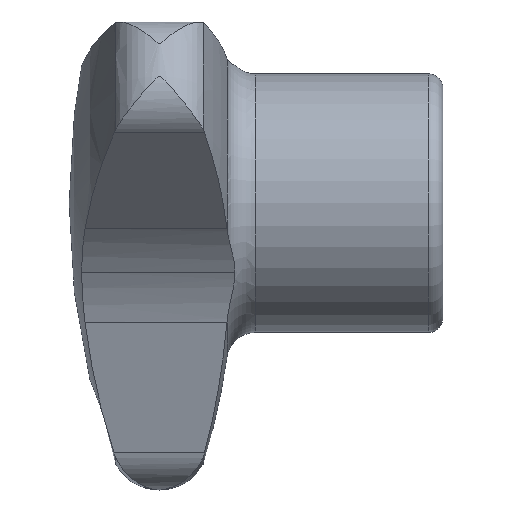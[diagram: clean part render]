
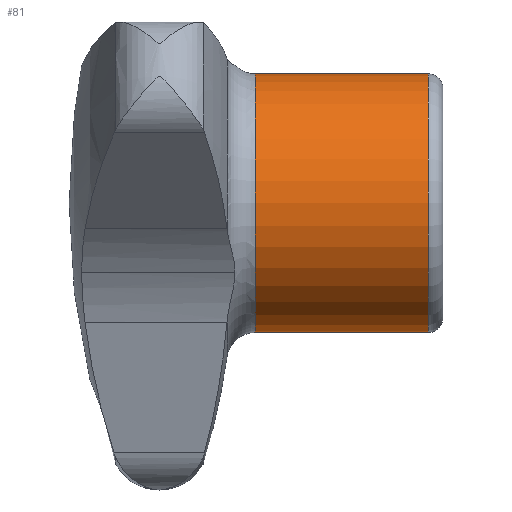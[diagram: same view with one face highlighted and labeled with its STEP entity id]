
A CAD part, left-side view. The second image highlights one B-rep face of the part: STEP entity #81.
In plain terms, the highlighted cylindrical face has radius 9 mm (diameter 18 mm), a full revolution.
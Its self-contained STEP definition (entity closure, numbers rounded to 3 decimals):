
#81 = ADVANCED_FACE( '', ( #125, #126 ), #127, .T. );
#125 = FACE_OUTER_BOUND( '', #204, .T. );
#126 = FACE_OUTER_BOUND( '', #205, .T. );
#127 = CYLINDRICAL_SURFACE( '', #206, 9. );
#204 = EDGE_LOOP( '', ( #373 ) );
#205 = EDGE_LOOP( '', ( #374 ) );
#206 = AXIS2_PLACEMENT_3D( '', #375, #376, #377 );
#373 = ORIENTED_EDGE( '', *, *, #609, .F. );
#374 = ORIENTED_EDGE( '', *, *, #610, .T. );
#375 = CARTESIAN_POINT( '', ( 0., 0., 0. ) );
#376 = DIRECTION( '', ( 0., 1., 0. ) );
#377 = DIRECTION( '', ( 0., 0., -1. ) );
#609 = EDGE_CURVE( '', #706, #706, #707, .T. );
#610 = EDGE_CURVE( '', #708, #708, #709, .T. );
#706 = VERTEX_POINT( '', #1071 );
#707 = CIRCLE( '', #1072, 9. );
#708 = VERTEX_POINT( '', #1073 );
#709 = CIRCLE( '', #1074, 9. );
#1071 = CARTESIAN_POINT( '', ( 0., 1., -9. ) );
#1072 = AXIS2_PLACEMENT_3D( '', #1339, #1340, #1341 );
#1073 = CARTESIAN_POINT( '', ( 0., 13.04, -9. ) );
#1074 = AXIS2_PLACEMENT_3D( '', #1342, #1343, #1344 );
#1339 = CARTESIAN_POINT( '', ( 0., 1., 0. ) );
#1340 = DIRECTION( '', ( 0., -1., 0. ) );
#1341 = DIRECTION( '', ( 0., 0., -1. ) );
#1342 = CARTESIAN_POINT( '', ( 0., 13.04, 0. ) );
#1343 = DIRECTION( '', ( 0., -1., 0. ) );
#1344 = DIRECTION( '', ( 0., 0., -1. ) );
